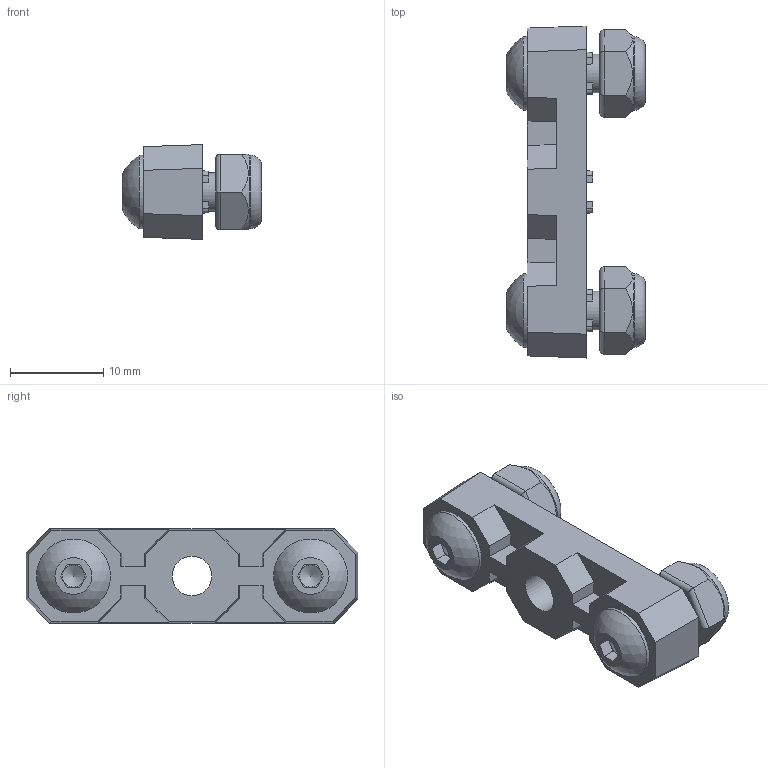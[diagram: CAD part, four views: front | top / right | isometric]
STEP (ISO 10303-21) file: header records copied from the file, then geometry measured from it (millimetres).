
FILE_DESCRIPTION(/* description */ (''),/* implementation_level */ '2;1');
FILE_NAME(/* name */ 'Bearingw-screws.iam.step',/* time_stamp */ '2020-04-16T23:32:56-04:00',/* author */ ('Josef'),/* organization */ (''),/* preprocessor_version */ 'ST-DEVELOPER v17',/* originating_system */ 'Autodesk Inventor 2019',/* authorisation */ '');
FILE_SCHEMA (('AUTOMOTIVE_DESIGN { 1 0 10303 214 3 1 1 }'));
Length unit declared in the file: inch
Products named in the file (4): Bearingw-screws; Bearing Flat, Delrin; Screw 8-32 x 0.500''-Silver; Nut 8-32 Nylock
Assembly tree (3 placements, depth 2):
  Bearingw-screws
    Bearing Flat, Delrin
    Nut 8-32 Nylock  x2
  Screw 8-32 x 0.500''-Silver
Bounding box: 14.91 x 35.56 x 10.16 mm (x, y, z)
Volume: 2398.4 mm3; surface area: 2696.5 mm2
Topology: 5 solids, 5 shells, 213 faces, 551 edges, 368 vertices
Faces by surface type: plane 152, cylinder 37, cone 18, torus 4, sphere 2
Full cylindrical faces by diameter (mm): 3.391 x2, 4.166 x2, 4.242 x3, 5.588 x2, 7.874 x2, 7.925 x2
Entity records: 5489 total; most frequent: CARTESIAN_POINT 1021, ORIENTED_EDGE 900, DIRECTION 881, EDGE_CURVE 450, LINE 317, VECTOR 317, VERTEX_POINT 302, AXIS2_PLACEMENT_3D 282
